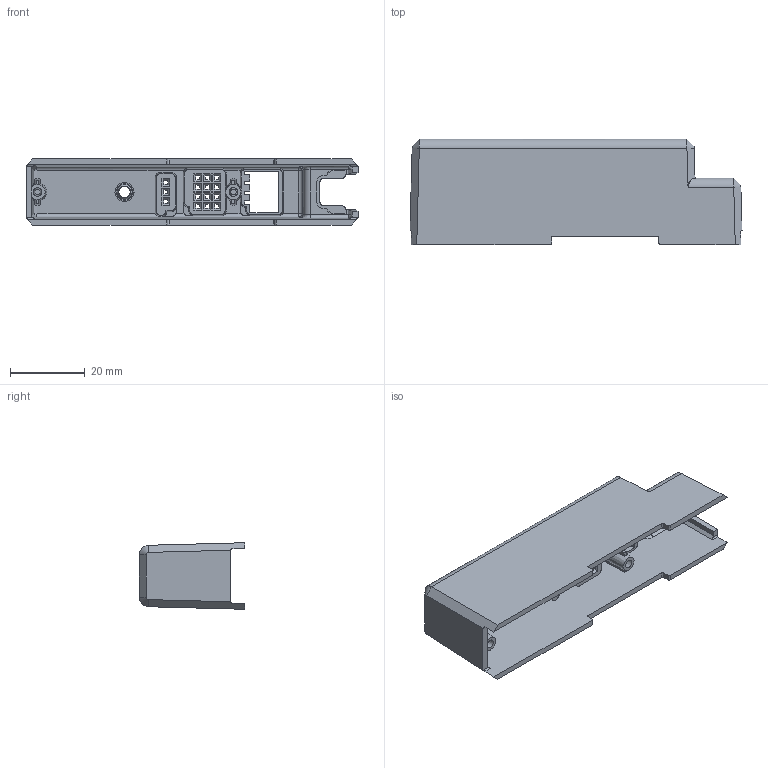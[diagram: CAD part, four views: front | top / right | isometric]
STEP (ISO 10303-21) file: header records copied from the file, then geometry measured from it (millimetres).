
FILE_DESCRIPTION(/* description */ (''),/* implementation_level */ '2;1');
FILE_NAME(/* name */ 'Top Case.ipt.step',/* time_stamp */ '2020-04-16T23:13:44-04:00',/* author */ ('Jordan'),/* organization */ (''),/* preprocessor_version */ 'ST-DEVELOPER v17',/* originating_system */ 'Autodesk Inventor 2019',/* authorisation */ '');
FILE_SCHEMA (('AUTOMOTIVE_DESIGN { 1 0 10303 214 3 1 1 }'));
Length unit declared in the file: inch
Products named in the file (1): Top Case
Bounding box: 88.7 x 28.19 x 17.78 mm (x, y, z)
Volume: 10989.7 mm3; surface area: 16306.7 mm2
Topology: 1 solids, 1 shells, 450 faces, 1195 edges, 749 vertices
Faces by surface type: plane 317, cylinder 72, bspline 39, cone 20, sphere 2
Entity records: 15075 total; most frequent: CARTESIAN_POINT 3936, ORIENTED_EDGE 2390, DIRECTION 2103, EDGE_CURVE 1195, LINE 885, VECTOR 885, VERTEX_POINT 749, AXIS2_PLACEMENT_3D 609
